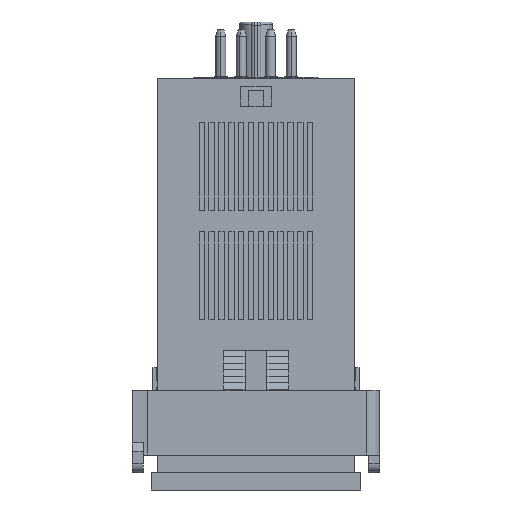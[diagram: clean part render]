
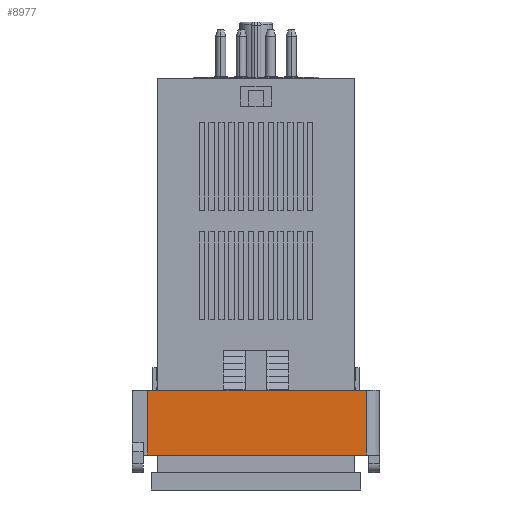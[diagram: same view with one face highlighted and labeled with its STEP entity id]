
A CAD part, front view. The second image highlights one B-rep face of the part: STEP entity #8977.
In plain terms, the highlighted planar face has unit normal (0, -1, 0).
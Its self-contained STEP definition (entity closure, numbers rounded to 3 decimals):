
#596 = LINE ( 'NONE', #24040, #13892 ) ;
#2525 = CARTESIAN_POINT ( 'NONE',  ( 25.25, -23.8, 14.75 ) ) ;
#2622 = VERTEX_POINT ( 'NONE', #29291 ) ;
#3515 = CARTESIAN_POINT ( 'NONE',  ( -24.75, -23.8, 14.75 ) ) ;
#4635 = DIRECTION ( 'NONE',  ( 0., 1., 0. ) ) ;
#4700 = VECTOR ( 'NONE', #14177, 1000. ) ;
#6002 = EDGE_CURVE ( 'NONE', #29202, #2622, #31275, .T. ) ;
#6491 = FACE_OUTER_BOUND ( 'NONE', #31925, .T. ) ;
#7053 = CARTESIAN_POINT ( 'NONE',  ( -24.75, -23.8, 14.75 ) ) ;
#7088 = PLANE ( 'NONE',  #7770 ) ;
#7109 = VECTOR ( 'NONE', #25971, 1000. ) ;
#7770 = AXIS2_PLACEMENT_3D ( 'NONE', #20682, #4635, #23327 ) ;
#8019 = CARTESIAN_POINT ( 'NONE',  ( -24.75, -23.8, 14.75 ) ) ;
#8977 = ADVANCED_FACE ( 'NONE', ( #6491 ), #7088, .F. ) ;
#11452 = EDGE_CURVE ( 'NONE', #29202, #28069, #12502, .T. ) ;
#12502 = LINE ( 'NONE', #7053, #7109 ) ;
#13892 = VECTOR ( 'NONE', #32115, 1000. ) ;
#14177 = DIRECTION ( 'NONE',  ( 0., 0., 1. ) ) ;
#18688 = ORIENTED_EDGE ( 'NONE', *, *, #18972, .T. ) ;
#18972 = EDGE_CURVE ( 'NONE', #2622, #32938, #596, .T. ) ;
#19190 = EDGE_CURVE ( 'NONE', #32938, #28069, #24637, .T. ) ;
#19217 = DIRECTION ( 'NONE',  ( 0., 0., -1. ) ) ;
#20079 = CARTESIAN_POINT ( 'NONE',  ( 25.25, -23.8, 0. ) ) ;
#20682 = CARTESIAN_POINT ( 'NONE',  ( -24.75, -23.8, 14.75 ) ) ;
#21907 = ORIENTED_EDGE ( 'NONE', *, *, #11452, .F. ) ;
#23327 = DIRECTION ( 'NONE',  ( 0., 0., 1. ) ) ;
#24040 = CARTESIAN_POINT ( 'NONE',  ( -24.75, -23.8, 0. ) ) ;
#24175 = VECTOR ( 'NONE', #19217, 1000. ) ;
#24620 = CARTESIAN_POINT ( 'NONE',  ( 25.25, -23.8, 14.75 ) ) ;
#24637 = LINE ( 'NONE', #24620, #4700 ) ;
#24825 = ORIENTED_EDGE ( 'NONE', *, *, #6002, .T. ) ;
#25971 = DIRECTION ( 'NONE',  ( 1., 0., 0. ) ) ;
#27706 = ORIENTED_EDGE ( 'NONE', *, *, #19190, .T. ) ;
#28069 = VERTEX_POINT ( 'NONE', #2525 ) ;
#29202 = VERTEX_POINT ( 'NONE', #8019 ) ;
#29291 = CARTESIAN_POINT ( 'NONE',  ( -24.75, -23.8, 0. ) ) ;
#31275 = LINE ( 'NONE', #3515, #24175 ) ;
#31925 = EDGE_LOOP ( 'NONE', ( #18688, #27706, #21907, #24825 ) ) ;
#32115 = DIRECTION ( 'NONE',  ( 1., 0., 0. ) ) ;
#32938 = VERTEX_POINT ( 'NONE', #20079 ) ;
